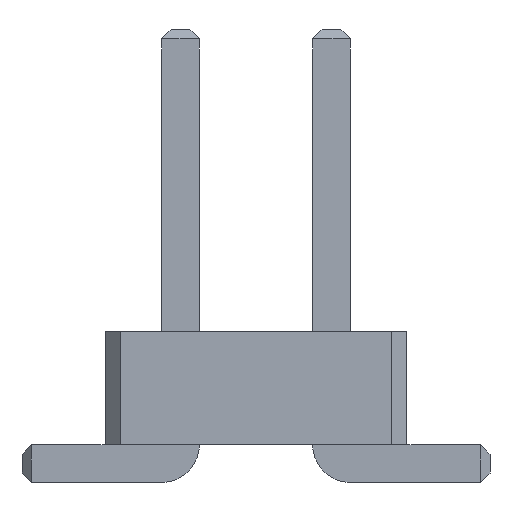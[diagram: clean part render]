
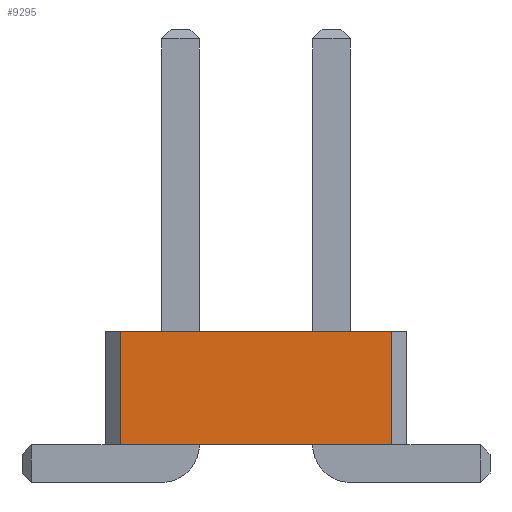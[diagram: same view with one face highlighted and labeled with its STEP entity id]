
A CAD part, front view. The second image highlights one B-rep face of the part: STEP entity #9295.
In plain terms, the highlighted planar face has unit normal (0, -1, 0).
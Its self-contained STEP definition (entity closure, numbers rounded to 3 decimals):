
#1718 = VERTEX_POINT('',#1719);
#1719 = CARTESIAN_POINT('',(1.8,-22.,0.5));
#1725 = EDGE_CURVE('',#1726,#1718,#1728,.T.);
#1726 = VERTEX_POINT('',#1727);
#1727 = CARTESIAN_POINT('',(-1.8,-22.,0.5));
#1728 = LINE('',#1729,#1730);
#1729 = CARTESIAN_POINT('',(-1.8,-22.,0.5));
#1730 = VECTOR('',#1731,1.);
#1731 = DIRECTION('',(1.,0.,0.));
#3822 = VERTEX_POINT('',#3823);
#3823 = CARTESIAN_POINT('',(1.8,-22.,2.));
#3829 = EDGE_CURVE('',#3830,#3822,#3832,.T.);
#3830 = VERTEX_POINT('',#3831);
#3831 = CARTESIAN_POINT('',(-1.8,-22.,2.));
#3832 = LINE('',#3833,#3834);
#3833 = CARTESIAN_POINT('',(-1.8,-22.,2.));
#3834 = VECTOR('',#3835,1.);
#3835 = DIRECTION('',(1.,0.,0.));
#9284 = EDGE_CURVE('',#1726,#3830,#9285,.T.);
#9285 = LINE('',#9286,#9287);
#9286 = CARTESIAN_POINT('',(-1.8,-22.,0.5));
#9287 = VECTOR('',#9288,1.);
#9288 = DIRECTION('',(0.,0.,1.));
#9295 = ADVANCED_FACE('',(#9296),#9307,.F.);
#9296 = FACE_BOUND('',#9297,.F.);
#9297 = EDGE_LOOP('',(#9298,#9299,#9300,#9306));
#9298 = ORIENTED_EDGE('',*,*,#9284,.T.);
#9299 = ORIENTED_EDGE('',*,*,#3829,.T.);
#9300 = ORIENTED_EDGE('',*,*,#9301,.F.);
#9301 = EDGE_CURVE('',#1718,#3822,#9302,.T.);
#9302 = LINE('',#9303,#9304);
#9303 = CARTESIAN_POINT('',(1.8,-22.,0.5));
#9304 = VECTOR('',#9305,1.);
#9305 = DIRECTION('',(0.,0.,1.));
#9306 = ORIENTED_EDGE('',*,*,#1725,.F.);
#9307 = PLANE('',#9308);
#9308 = AXIS2_PLACEMENT_3D('',#9309,#9310,#9311);
#9309 = CARTESIAN_POINT('',(-1.8,-22.,0.5));
#9310 = DIRECTION('',(0.,1.,0.));
#9311 = DIRECTION('',(1.,0.,0.));
